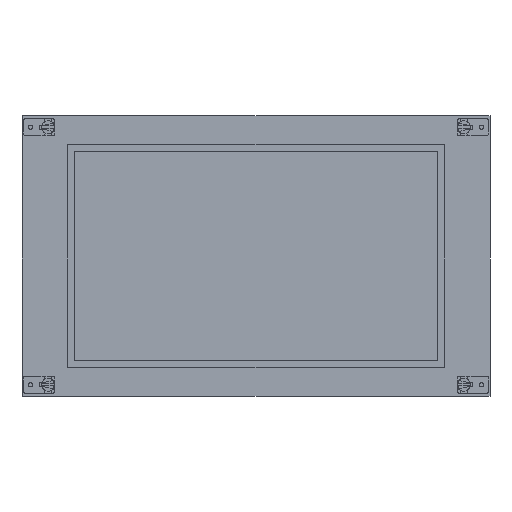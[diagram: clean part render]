
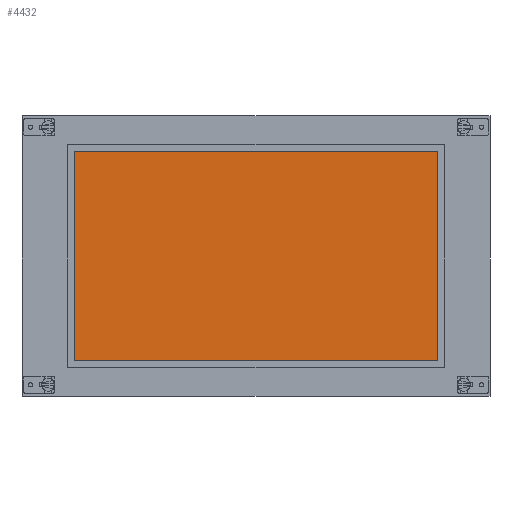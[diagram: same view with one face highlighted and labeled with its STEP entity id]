
A CAD part, top view. The second image highlights one B-rep face of the part: STEP entity #4432.
In plain terms, the highlighted planar face has unit normal (0, 0, 1).
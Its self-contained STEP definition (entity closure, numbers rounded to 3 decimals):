
#4353=DIRECTION('',(0.,-1.,0.));
#4354=VECTOR('',#4353,239.95);
#4355=CARTESIAN_POINT('',(225.485,-5.025,-1.));
#4356=LINE('',#4355,#4354);
#4361=DIRECTION('',(-1.,0.,0.));
#4362=VECTOR('',#4361,404.45);
#4363=CARTESIAN_POINT('',(225.485,-5.025,-1.));
#4364=LINE('',#4363,#4362);
#4373=DIRECTION('',(1.,0.,0.));
#4374=VECTOR('',#4373,404.45);
#4375=CARTESIAN_POINT('',(-178.965,-244.975,-1.));
#4376=LINE('',#4375,#4374);
#4393=DIRECTION('',(0.,-1.,0.));
#4394=VECTOR('',#4393,239.95);
#4395=CARTESIAN_POINT('',(-178.965,-5.025,-1.));
#4396=LINE('',#4395,#4394);
#4401=CARTESIAN_POINT('',(-178.965,-5.025,-1.));
#4402=CARTESIAN_POINT('',(-178.965,-244.975,-1.));
#4403=VERTEX_POINT('',#4401);
#4404=VERTEX_POINT('',#4402);
#4409=CARTESIAN_POINT('',(225.485,-5.025,-1.));
#4410=CARTESIAN_POINT('',(225.485,-244.975,-1.));
#4411=VERTEX_POINT('',#4409);
#4412=VERTEX_POINT('',#4410);
#4417=CARTESIAN_POINT('',(0.,0.,-1.));
#4418=DIRECTION('',(0.,0.,-1.));
#4419=DIRECTION('',(-1.,0.,0.));
#4420=AXIS2_PLACEMENT_3D('',#4417,#4418,#4419);
#4421=PLANE('',#4420);
#4423=ORIENTED_EDGE('',*,*,#4422,.F.);
#4425=ORIENTED_EDGE('',*,*,#4424,.T.);
#4427=ORIENTED_EDGE('',*,*,#4426,.F.);
#4429=ORIENTED_EDGE('',*,*,#4428,.F.);
#4430=EDGE_LOOP('',(#4423,#4425,#4427,#4429));
#4431=FACE_OUTER_BOUND('',#4430,.F.);
#4422=EDGE_CURVE('',#4411,#4403,#4364,.T.);
#4424=EDGE_CURVE('',#4411,#4412,#4356,.T.);
#4426=EDGE_CURVE('',#4404,#4412,#4376,.T.);
#4428=EDGE_CURVE('',#4403,#4404,#4396,.T.);
#4432=ADVANCED_FACE('',(#4431),#4421,.F.);
